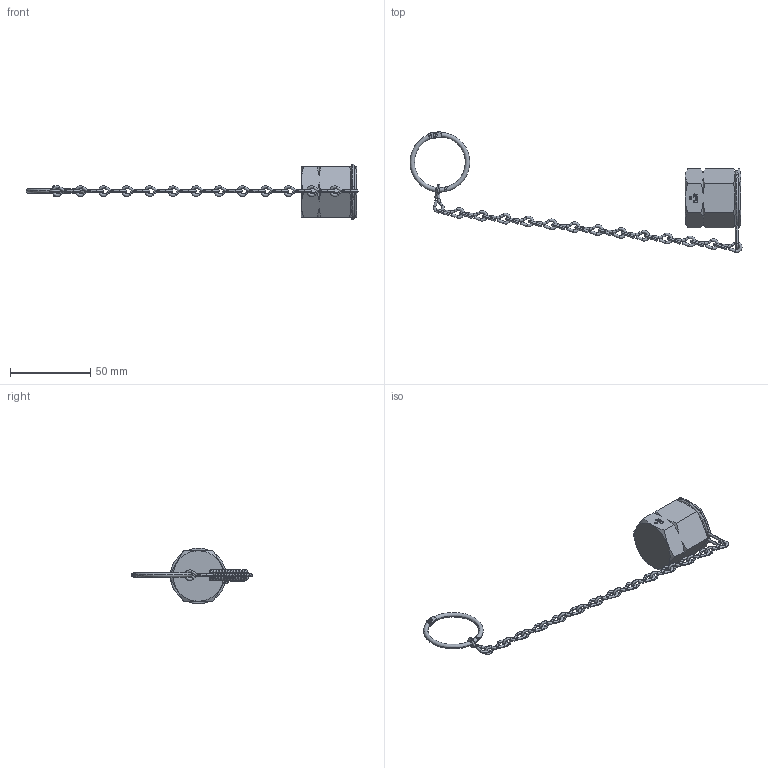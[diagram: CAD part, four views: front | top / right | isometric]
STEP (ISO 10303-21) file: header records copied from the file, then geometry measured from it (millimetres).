
FILE_DESCRIPTION (( 'STEP AP203' ), '1' );
FILE_NAME ('AD-590FSS-BL-R.STEP', '2025-08-05T14:07:59', ( '' ), ( '' ), 'SwSTEP 2.0', 'SolidWorks 2018', '' );
FILE_SCHEMA (( 'CONFIG_CONTROL_DESIGN' ));
Length unit declared in the file: inch
Products named in the file (8): PRT-002239_STAINLESS; PRT-002255_SMALL PIN; ASY-000214_One Link Bent; PRT-002285; PRT-000047; AD-590FSS-BL-R; PRT-002245_RING-1.187D HALF; ASY-000291
Assembly tree (21 placements, depth 3):
  AD-590FSS-BL-R
    PRT-000047
    PRT-002285
    ASY-000291
      PRT-002245_RING-1.187D HALF  x2
      PRT-002255_SMALL PIN
    ASY-000214_One Link Bent
      PRT-002239_STAINLESS  x14
Bounding box: 207.48 x 75.58 x 34.92 mm (x, y, z)
Volume: 23229.9 mm3; surface area: 12604.8 mm2
Topology: 19 solids, 19 shells, 544 faces, 1289 edges, 777 vertices
Faces by surface type: cylinder 180, bspline 125, torus 110, plane 88, cone 25, sphere 16
Entity records: 15664 total; most frequent: CARTESIAN_POINT 9359, ORIENTED_EDGE 1176, DIRECTION 850, EDGE_CURVE 588, VERTEX_POINT 374, AXIS2_PLACEMENT_3D 322, EDGE_LOOP 250, B_SPLINE_CURVE_WITH_KNOTS 248
